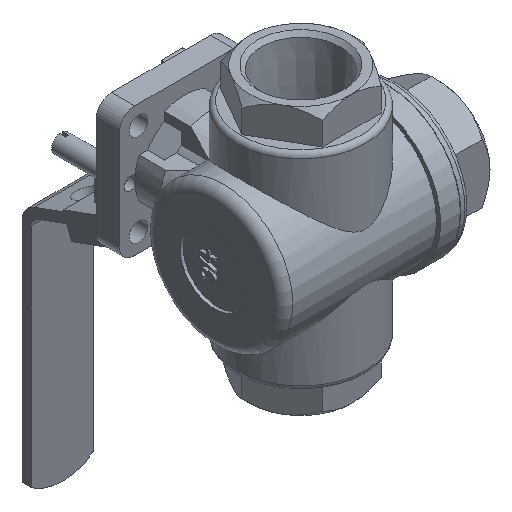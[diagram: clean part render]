
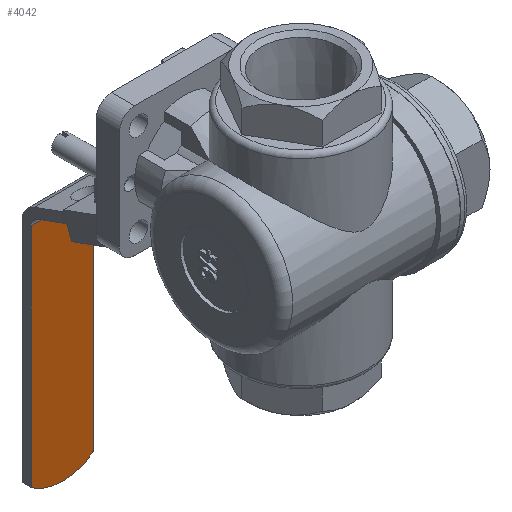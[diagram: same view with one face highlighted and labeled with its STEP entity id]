
A CAD part, isometric view. The second image highlights one B-rep face of the part: STEP entity #4042.
In plain terms, the highlighted planar face has unit normal (0, -1, 0).
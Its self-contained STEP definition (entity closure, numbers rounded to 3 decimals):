
#321=CIRCLE('',#4457,17.);
#1241=ORIENTED_EDGE('',*,*,#1891,.T.);
#1242=ORIENTED_EDGE('',*,*,#1947,.T.);
#1243=ORIENTED_EDGE('',*,*,#1914,.T.);
#1244=ORIENTED_EDGE('',*,*,#1948,.T.);
#1891=EDGE_CURVE('',#2325,#2324,#2652,.T.);
#1914=EDGE_CURVE('',#2342,#2341,#2670,.T.);
#1947=EDGE_CURVE('',#2324,#2342,#321,.F.);
#1948=EDGE_CURVE('',#2341,#2325,#2698,.T.);
#2324=VERTEX_POINT('',#6878);
#2325=VERTEX_POINT('',#6880);
#2341=VERTEX_POINT('',#6922);
#2342=VERTEX_POINT('',#6924);
#2652=LINE('',#6879,#3007);
#2670=LINE('',#6923,#3025);
#2698=LINE('',#6986,#3053);
#3007=VECTOR('',#5359,1000.);
#3025=VECTOR('',#5395,1000.);
#3053=VECTOR('',#5449,1000.);
#3358=EDGE_LOOP('',(#1241,#1242,#1243,#1244));
#3657=FACE_BOUND('',#3358,.T.);
#3825=PLANE('',#4456);
#4042=ADVANCED_FACE('',(#3657),#3825,.F.);
#4456=AXIS2_PLACEMENT_3D('',#6984,#5445,#5446);
#4457=AXIS2_PLACEMENT_3D('',#6985,#5447,#5448);
#5359=DIRECTION('',(0.,0.,-1.));
#5395=DIRECTION('',(0.,0.,1.));
#5445=DIRECTION('',(0.,1.,0.));
#5446=DIRECTION('',(0.,0.,1.));
#5447=DIRECTION('',(0.,1.,0.));
#5448=DIRECTION('',(0.,0.,1.));
#5449=DIRECTION('',(-1.,0.,0.));
#6878=CARTESIAN_POINT('',(-10.,32.,-108.748));
#6879=CARTESIAN_POINT('',(-10.,32.,-33.25));
#6880=CARTESIAN_POINT('',(-10.,32.,-35.351));
#6922=CARTESIAN_POINT('',(10.,32.,-35.351));
#6923=CARTESIAN_POINT('',(10.,32.,-33.25));
#6924=CARTESIAN_POINT('',(10.,32.,-108.748));
#6984=CARTESIAN_POINT('',(38.5,32.,-33.25));
#6985=CARTESIAN_POINT('',(0.,32.,-95.));
#6986=CARTESIAN_POINT('',(13.,32.,-35.351));
